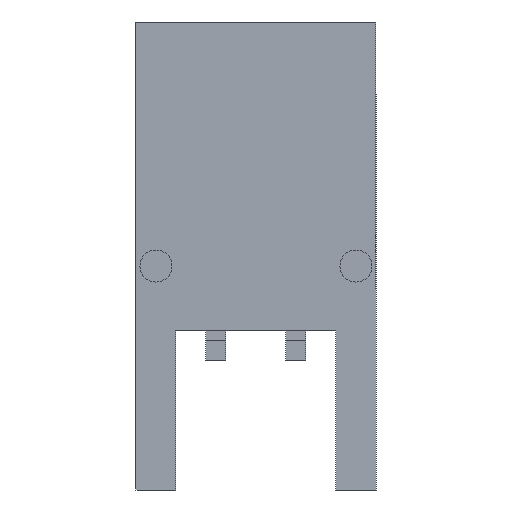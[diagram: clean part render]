
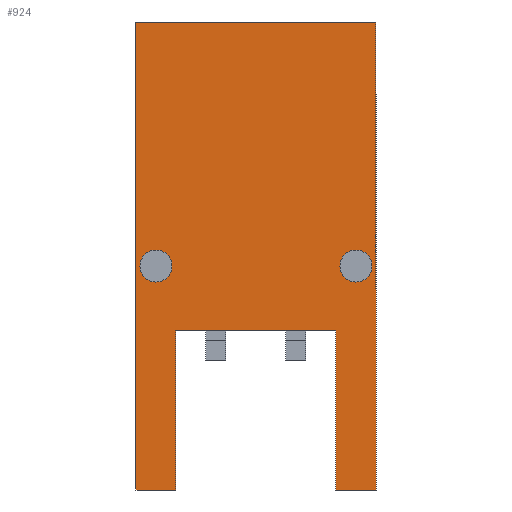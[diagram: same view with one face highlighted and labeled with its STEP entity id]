
A CAD part, front view. The second image highlights one B-rep face of the part: STEP entity #924.
In plain terms, the highlighted planar face has unit normal (0, -1, 0).
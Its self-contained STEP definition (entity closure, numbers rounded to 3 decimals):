
#576 = VERTEX_POINT('',#577);
#577 = CARTESIAN_POINT('',(-6.,0.,0.));
#583 = EDGE_CURVE('',#584,#576,#586,.T.);
#584 = VERTEX_POINT('',#585);
#585 = CARTESIAN_POINT('',(0.,0.,0.));
#586 = LINE('',#587,#588);
#587 = CARTESIAN_POINT('',(0.,0.,0.));
#588 = VECTOR('',#589,1.);
#589 = DIRECTION('',(-1.,0.,0.));
#664 = VERTEX_POINT('',#665);
#665 = CARTESIAN_POINT('',(-6.,0.,-11.7));
#671 = EDGE_CURVE('',#664,#576,#672,.T.);
#672 = LINE('',#673,#674);
#673 = CARTESIAN_POINT('',(-6.,0.,0.));
#674 = VECTOR('',#675,1.);
#675 = DIRECTION('',(0.,0.,1.));
#864 = EDGE_CURVE('',#865,#584,#867,.T.);
#865 = VERTEX_POINT('',#866);
#866 = CARTESIAN_POINT('',(0.,0.,-11.7)
  );
#867 = LINE('',#868,#869);
#868 = CARTESIAN_POINT('',(0.,0.,0.));
#869 = VECTOR('',#870,1.);
#870 = DIRECTION('',(0.,0.,1.));
#924 = ADVANCED_FACE('',(#925,#945,#988),#1008,.T.);
#925 = FACE_BOUND('',#926,.T.);
#926 = EDGE_LOOP('',(#927,#938));
#927 = ORIENTED_EDGE('',*,*,#928,.F.);
#928 = EDGE_CURVE('',#929,#931,#933,.T.);
#929 = VERTEX_POINT('',#930);
#930 = CARTESIAN_POINT('',(-5.5,0.,-6.5));
#931 = VERTEX_POINT('',#932);
#932 = CARTESIAN_POINT('',(-5.5,0.,-5.7));
#933 = CIRCLE('',#934,0.4);
#934 = AXIS2_PLACEMENT_3D('',#935,#936,#937);
#935 = CARTESIAN_POINT('',(-5.5,0.,-6.1));
#936 = DIRECTION('',(0.,-1.,0.));
#937 = DIRECTION('',(0.,0.,1.));
#938 = ORIENTED_EDGE('',*,*,#939,.F.);
#939 = EDGE_CURVE('',#931,#929,#940,.T.);
#940 = CIRCLE('',#941,0.4);
#941 = AXIS2_PLACEMENT_3D('',#942,#943,#944);
#942 = CARTESIAN_POINT('',(-5.5,0.,-6.1));
#943 = DIRECTION('',(0.,-1.,0.));
#944 = DIRECTION('',(0.,0.,1.));
#945 = FACE_BOUND('',#946,.T.);
#946 = EDGE_LOOP('',(#947,#957,#963,#964,#965,#966,#974,#982));
#947 = ORIENTED_EDGE('',*,*,#948,.T.);
#948 = EDGE_CURVE('',#949,#951,#953,.T.);
#949 = VERTEX_POINT('',#950);
#950 = CARTESIAN_POINT('',(-1.,0.,-7.7));
#951 = VERTEX_POINT('',#952);
#952 = CARTESIAN_POINT('',(-1.,0.,-11.7));
#953 = LINE('',#954,#955);
#954 = CARTESIAN_POINT('',(-1.,0.,-7.7));
#955 = VECTOR('',#956,1.);
#956 = DIRECTION('',(0.,0.,-1.));
#957 = ORIENTED_EDGE('',*,*,#958,.F.);
#958 = EDGE_CURVE('',#865,#951,#959,.T.);
#959 = LINE('',#960,#961);
#960 = CARTESIAN_POINT('',(0.,0.,-11.7)
  );
#961 = VECTOR('',#962,1.);
#962 = DIRECTION('',(-1.,0.,0.));
#963 = ORIENTED_EDGE('',*,*,#864,.T.);
#964 = ORIENTED_EDGE('',*,*,#583,.T.);
#965 = ORIENTED_EDGE('',*,*,#671,.F.);
#966 = ORIENTED_EDGE('',*,*,#967,.F.);
#967 = EDGE_CURVE('',#968,#664,#970,.T.);
#968 = VERTEX_POINT('',#969);
#969 = CARTESIAN_POINT('',(-5.004,0.,-11.7));
#970 = LINE('',#971,#972);
#971 = CARTESIAN_POINT('',(0.,0.,-11.7)
  );
#972 = VECTOR('',#973,1.);
#973 = DIRECTION('',(-1.,0.,0.));
#974 = ORIENTED_EDGE('',*,*,#975,.F.);
#975 = EDGE_CURVE('',#976,#968,#978,.T.);
#976 = VERTEX_POINT('',#977);
#977 = CARTESIAN_POINT('',(-5.004,0.,-7.7));
#978 = LINE('',#979,#980);
#979 = CARTESIAN_POINT('',(-5.004,0.,-7.7));
#980 = VECTOR('',#981,1.);
#981 = DIRECTION('',(0.,0.,-1.));
#982 = ORIENTED_EDGE('',*,*,#983,.F.);
#983 = EDGE_CURVE('',#949,#976,#984,.T.);
#984 = LINE('',#985,#986);
#985 = CARTESIAN_POINT('',(-5.004,0.,-7.7));
#986 = VECTOR('',#987,1.);
#987 = DIRECTION('',(-1.,0.,0.));
#988 = FACE_BOUND('',#989,.T.);
#989 = EDGE_LOOP('',(#990,#1001));
#990 = ORIENTED_EDGE('',*,*,#991,.F.);
#991 = EDGE_CURVE('',#992,#994,#996,.T.);
#992 = VERTEX_POINT('',#993);
#993 = CARTESIAN_POINT('',(-0.5,0.,-6.5));
#994 = VERTEX_POINT('',#995);
#995 = CARTESIAN_POINT('',(-0.5,0.,-5.7));
#996 = CIRCLE('',#997,0.4);
#997 = AXIS2_PLACEMENT_3D('',#998,#999,#1000);
#998 = CARTESIAN_POINT('',(-0.5,0.,-6.1));
#999 = DIRECTION('',(0.,-1.,0.));
#1000 = DIRECTION('',(0.,0.,1.));
#1001 = ORIENTED_EDGE('',*,*,#1002,.F.);
#1002 = EDGE_CURVE('',#994,#992,#1003,.T.);
#1003 = CIRCLE('',#1004,0.4);
#1004 = AXIS2_PLACEMENT_3D('',#1005,#1006,#1007);
#1005 = CARTESIAN_POINT('',(-0.5,0.,-6.1));
#1006 = DIRECTION('',(0.,-1.,0.));
#1007 = DIRECTION('',(0.,0.,1.));
#1008 = PLANE('',#1009);
#1009 = AXIS2_PLACEMENT_3D('',#1010,#1011,#1012);
#1010 = CARTESIAN_POINT('',(0.,0.,0.));
#1011 = DIRECTION('',(0.,-1.,0.));
#1012 = DIRECTION('',(0.,0.,1.));
